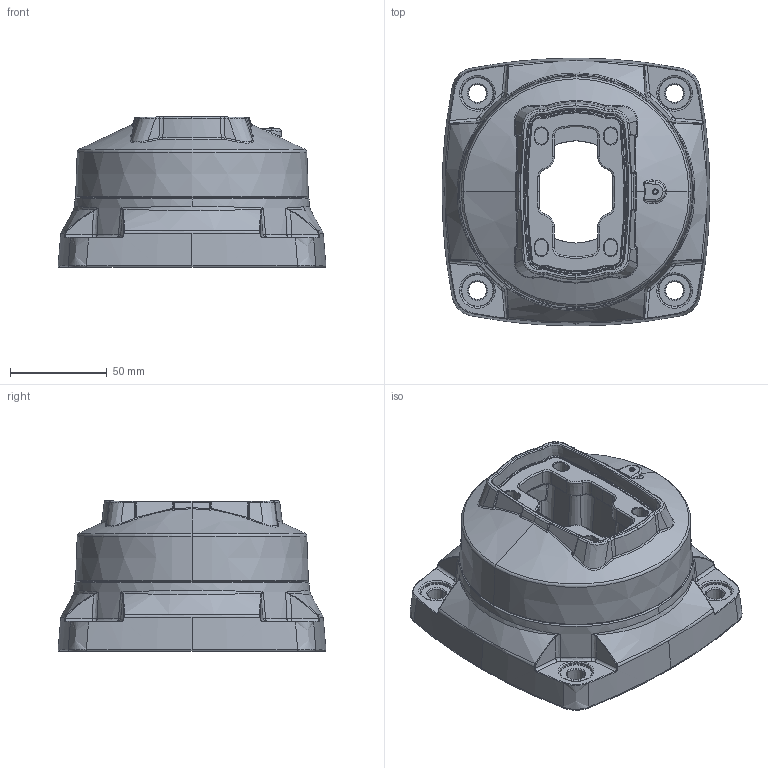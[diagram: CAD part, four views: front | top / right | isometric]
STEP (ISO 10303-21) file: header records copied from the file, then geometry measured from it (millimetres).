
FILE_DESCRIPTION (( 'STEP AP203' ), '1' );
FILE_NAME ('610.STEP', '2016-05-05T14:27:06', ( '' ), ( '' ), 'SwSTEP 2.0', 'SolidWorks 2013', '' );
FILE_SCHEMA (( 'CONFIG_CONTROL_DESIGN' ));
Length unit declared in the file: millimetre
Products named in the file (1): 610
Bounding box: 138.63 x 138.63 x 78.09 mm (x, y, z)
Volume: 691245.7 mm3; surface area: 102863.2 mm2
Topology: 3 solids, 29 shells, 930 faces, 2185 edges, 1298 vertices
Faces by surface type: bspline 397, cone 194, plane 148, torus 125, cylinder 62, sphere 4
Entity records: 41703 total; most frequent: CARTESIAN_POINT 23485, ORIENTED_EDGE 4314, DIRECTION 3102, EDGE_CURVE 2157, AXIS2_PLACEMENT_3D 1398, VERTEX_POINT 1298, EDGE_LOOP 957, B_SPLINE_CURVE_WITH_KNOTS 939
